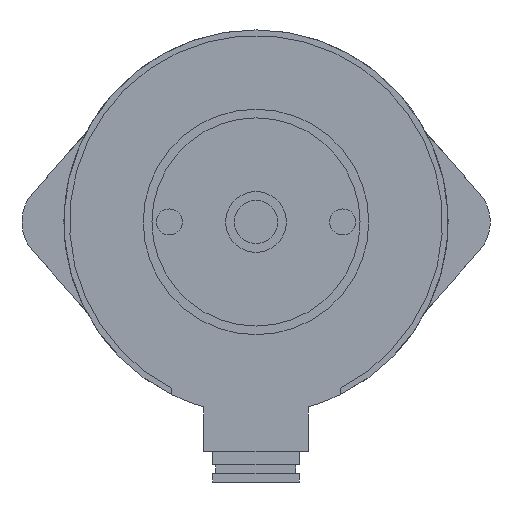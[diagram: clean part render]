
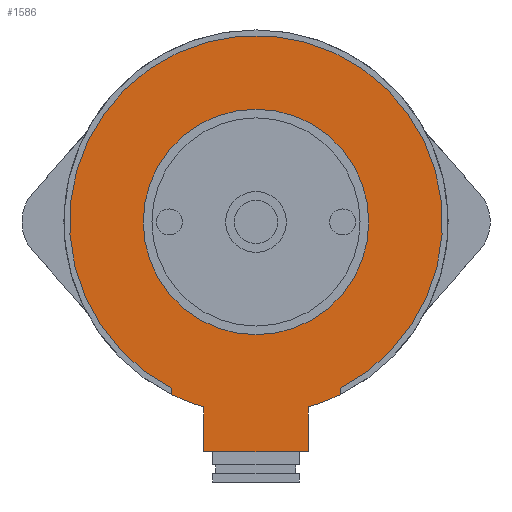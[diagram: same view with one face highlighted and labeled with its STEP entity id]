
A CAD part, front view. The second image highlights one B-rep face of the part: STEP entity #1586.
In plain terms, the highlighted planar face has unit normal (0, -1, 0).
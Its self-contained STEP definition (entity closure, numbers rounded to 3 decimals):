
#497 = EDGE_LOOP ( 'NONE', ( #4174, #4171, #4172, #4169, #4168, #4170, #4167, #4166 ) ) ;
#498 = EDGE_LOOP ( 'NONE', ( #4164, #4162 ) ) ;
#568 = VERTEX_POINT ( 'NONE', #2709 ) ;
#614 = VERTEX_POINT ( 'NONE', #2663 ) ;
#641 = VERTEX_POINT ( 'NONE', #2636 ) ;
#652 = VERTEX_POINT ( 'NONE', #2625 ) ;
#666 = VERTEX_POINT ( 'NONE', #2611 ) ;
#669 = VERTEX_POINT ( 'NONE', #2608 ) ;
#710 = VERTEX_POINT ( 'NONE', #2567 ) ;
#711 = VERTEX_POINT ( 'NONE', #2566 ) ;
#730 = VERTEX_POINT ( 'NONE', #6239 ) ;
#769 = VERTEX_POINT ( 'NONE', #2886 ) ;
#1032 = CIRCLE ( 'NONE', #5386, 13. ) ;
#1039 = CIRCLE ( 'NONE', #5391, 21.5 ) ;
#1333 = VECTOR ( 'NONE', #4980, 1000. ) ;
#1335 = VECTOR ( 'NONE', #4983, 1000. ) ;
#1494 = EDGE_CURVE ( 'NONE', #568, #614, #6118, .T. ) ;
#1500 = EDGE_CURVE ( 'NONE', #666, #652, #6121, .T. ) ;
#1527 = EDGE_CURVE ( 'NONE', #641, #710, #3400, .T. ) ;
#1531 = EDGE_CURVE ( 'NONE', #711, #641, #3412, .T. ) ;
#1533 = EDGE_CURVE ( 'NONE', #710, #666, #3418, .T. ) ;
#1551 = EDGE_CURVE ( 'NONE', #730, #711, #6134, .T. ) ;
#1586 = ADVANCED_FACE ( 'NONE', ( #2823, #2825 ), #3664, .F. ) ;
#2566 = CARTESIAN_POINT ( 'NONE',  ( 11.65, 0., -3.672 ) ) ;
#2567 = CARTESIAN_POINT ( 'NONE',  ( 23.65, 0., -8.85 ) ) ;
#2608 = CARTESIAN_POINT ( 'NONE',  ( 7.926, 0., -1.525 ) ) ;
#2611 = CARTESIAN_POINT ( 'NONE',  ( 23.65, 0., -3.672 ) ) ;
#2625 = CARTESIAN_POINT ( 'NONE',  ( 27.374, 0., -2.251 ) ) ;
#2636 = CARTESIAN_POINT ( 'NONE',  ( 11.65, 0., -8.85 ) ) ;
#2663 = CARTESIAN_POINT ( 'NONE',  ( 17.65, 0., 4.65 ) ) ;
#2709 = CARTESIAN_POINT ( 'NONE',  ( 17.65, 0., 30.65 ) ) ;
#2823 = FACE_OUTER_BOUND ( 'NONE', #497, .T. ) ;
#2825 = FACE_BOUND ( 'NONE', #498, .T. ) ;
#2828 = AXIS2_PLACEMENT_3D ( 'NONE', #3665, #3666, #3667 ) ;
#2886 = CARTESIAN_POINT ( 'NONE',  ( 27.374, 0., -1.525 ) ) ;
#3300 = CARTESIAN_POINT ( 'NONE',  ( 17.65, 0., 17.65 ) ) ;
#3301 = DIRECTION ( 'NONE',  ( 0., -1., 0. ) ) ;
#3302 = DIRECTION ( 'NONE',  ( 0., 0., -1. ) ) ;
#3315 = CARTESIAN_POINT ( 'NONE',  ( 17.65, 0., 17.65 ) ) ;
#3319 = DIRECTION ( 'NONE',  ( 0., -1., 0. ) ) ;
#3320 = DIRECTION ( 'NONE',  ( 0., 0., -1. ) ) ;
#3400 = LINE ( 'NONE', #3401, #4031 ) ;
#3401 = CARTESIAN_POINT ( 'NONE',  ( 11.65, 0., -8.85 ) ) ;
#3402 = DIRECTION ( 'NONE',  ( 1., 0., 0. ) ) ;
#3412 = LINE ( 'NONE', #3413, #4035 ) ;
#3413 = CARTESIAN_POINT ( 'NONE',  ( 11.65, 0., 2.985 ) ) ;
#3414 = DIRECTION ( 'NONE',  ( 0., 0., -1. ) ) ;
#3418 = LINE ( 'NONE', #3419, #4037 ) ;
#3419 = CARTESIAN_POINT ( 'NONE',  ( 23.65, 0., 2.985 ) ) ;
#3420 = DIRECTION ( 'NONE',  ( 0., 0., 1. ) ) ;
#3471 = CARTESIAN_POINT ( 'NONE',  ( 17.65, 0., 17.65 ) ) ;
#3472 = DIRECTION ( 'NONE',  ( 0., -1., 0. ) ) ;
#3473 = DIRECTION ( 'NONE',  ( 0., 0., -1. ) ) ;
#3664 = PLANE ( 'NONE',  #2828 ) ;
#3665 = CARTESIAN_POINT ( 'NONE',  ( 17.65, 0., 17.65 ) ) ;
#3666 = DIRECTION ( 'NONE',  ( 0., 1., 0. ) ) ;
#3667 = DIRECTION ( 'NONE',  ( 0., 0., 1. ) ) ;
#3952 = AXIS2_PLACEMENT_3D ( 'NONE', #3315, #3319, #3320 ) ;
#4031 = VECTOR ( 'NONE', #3402, 1000. ) ;
#4035 = VECTOR ( 'NONE', #3414, 1000. ) ;
#4037 = VECTOR ( 'NONE', #3420, 1000. ) ;
#4162 = ORIENTED_EDGE ( 'NONE', *, *, #1494, .F. ) ;
#4164 = ORIENTED_EDGE ( 'NONE', *, *, #5971, .F. ) ;
#4166 = ORIENTED_EDGE ( 'NONE', *, *, #1500, .T. ) ;
#4167 = ORIENTED_EDGE ( 'NONE', *, *, #1533, .T. ) ;
#4168 = ORIENTED_EDGE ( 'NONE', *, *, #1531, .T. ) ;
#4169 = ORIENTED_EDGE ( 'NONE', *, *, #1551, .T. ) ;
#4170 = ORIENTED_EDGE ( 'NONE', *, *, #1527, .T. ) ;
#4171 = ORIENTED_EDGE ( 'NONE', *, *, #5968, .T. ) ;
#4172 = ORIENTED_EDGE ( 'NONE', *, *, #5970, .T. ) ;
#4174 = ORIENTED_EDGE ( 'NONE', *, *, #5969, .T. ) ;
#4971 = CARTESIAN_POINT ( 'NONE',  ( 17.65, 0., 17.65 ) ) ;
#4975 = DIRECTION ( 'NONE',  ( 0., -1., 0. ) ) ;
#4976 = DIRECTION ( 'NONE',  ( 0., 0., -1. ) ) ;
#4977 = CARTESIAN_POINT ( 'NONE',  ( 17.65, 0., 17.65 ) ) ;
#4978 = LINE ( 'NONE', #4979, #1333 ) ;
#4979 = CARTESIAN_POINT ( 'NONE',  ( 27.374, 0., 0.744 ) ) ;
#4980 = DIRECTION ( 'NONE',  ( 0., 0., 1. ) ) ;
#4981 = LINE ( 'NONE', #4982, #1335 ) ;
#4982 = CARTESIAN_POINT ( 'NONE',  ( 7.926, 0., 0.744 ) ) ;
#4983 = DIRECTION ( 'NONE',  ( 0., 0., -1. ) ) ;
#4984 = DIRECTION ( 'NONE',  ( 0., -1., 0. ) ) ;
#4985 = DIRECTION ( 'NONE',  ( 0., 0., -1. ) ) ;
#5386 = AXIS2_PLACEMENT_3D ( 'NONE', #4977, #4984, #4985 ) ;
#5391 = AXIS2_PLACEMENT_3D ( 'NONE', #4971, #4975, #4976 ) ;
#5424 = AXIS2_PLACEMENT_3D ( 'NONE', #3300, #3301, #3302 ) ;
#5522 = AXIS2_PLACEMENT_3D ( 'NONE', #3471, #3472, #3473 ) ;
#5968 = EDGE_CURVE ( 'NONE', #769, #669, #1039, .T. ) ;
#5969 = EDGE_CURVE ( 'NONE', #652, #769, #4978, .T. ) ;
#5970 = EDGE_CURVE ( 'NONE', #669, #730, #4981, .T. ) ;
#5971 = EDGE_CURVE ( 'NONE', #614, #568, #1032, .T. ) ;
#6118 = CIRCLE ( 'NONE', #5424, 13. ) ;
#6121 = CIRCLE ( 'NONE', #3952, 22.15 ) ;
#6134 = CIRCLE ( 'NONE', #5522, 22.15 ) ;
#6239 = CARTESIAN_POINT ( 'NONE',  ( 7.926, 0., -2.251 ) ) ;
